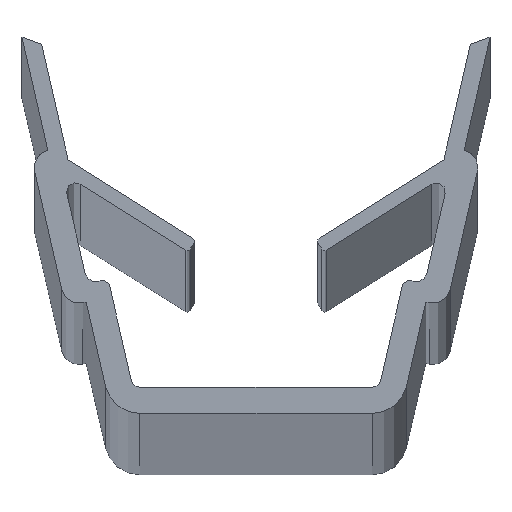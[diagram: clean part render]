
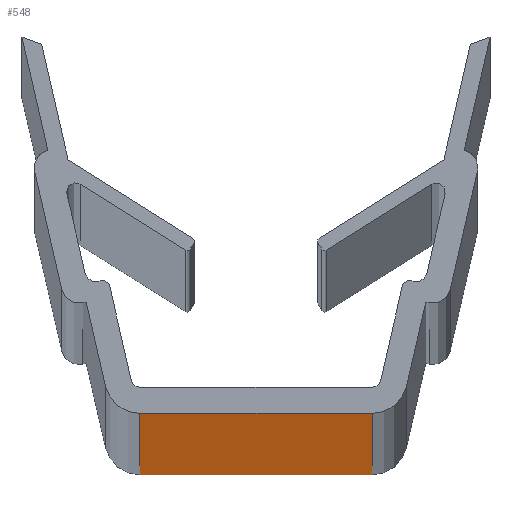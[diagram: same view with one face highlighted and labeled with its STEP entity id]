
A CAD part, top view. The second image highlights one B-rep face of the part: STEP entity #548.
In plain terms, the highlighted planar face has unit normal (0, -1, 0).
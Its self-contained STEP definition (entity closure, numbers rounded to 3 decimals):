
#8 = PLANE ( 'NONE',  #263 ) ;
#22 = EDGE_CURVE ( 'NONE', #421, #344, #502, .T. ) ;
#63 = LINE ( 'NONE', #1312, #1633 ) ;
#118 = ORIENTED_EDGE ( 'NONE', *, *, #1172, .F. ) ;
#263 = AXIS2_PLACEMENT_3D ( 'NONE', #1029, #266, #1310 ) ;
#264 = VECTOR ( 'NONE', #1652, 1000. ) ;
#266 = DIRECTION ( 'NONE',  ( 0., -1., 0. ) ) ;
#344 = VERTEX_POINT ( 'NONE', #349 ) ;
#349 = CARTESIAN_POINT ( 'NONE',  ( -3.303, 0., -1000. ) ) ;
#393 = ORIENTED_EDGE ( 'NONE', *, *, #891, .T. ) ;
#421 = VERTEX_POINT ( 'NONE', #1660 ) ;
#469 = LINE ( 'NONE', #865, #264 ) ;
#502 = LINE ( 'NONE', #1576, #729 ) ;
#548 = ADVANCED_FACE ( 'NONE', ( #999 ), #8, .T. ) ;
#551 = LINE ( 'NONE', #743, #1117 ) ;
#556 = DIRECTION ( 'NONE',  ( -1., 0., 0. ) ) ;
#729 = VECTOR ( 'NONE', #1447, 1000. ) ;
#743 = CARTESIAN_POINT ( 'NONE',  ( 1.85, 0., -1000. ) ) ;
#757 = DIRECTION ( 'NONE',  ( -1., 0., 0. ) ) ;
#784 = EDGE_LOOP ( 'NONE', ( #1070, #971, #118, #393 ) ) ;
#832 = VERTEX_POINT ( 'NONE', #1663 ) ;
#865 = CARTESIAN_POINT ( 'NONE',  ( 3.303, 0., -1000. ) ) ;
#891 = EDGE_CURVE ( 'NONE', #1580, #832, #469, .T. ) ;
#971 = ORIENTED_EDGE ( 'NONE', *, *, #22, .T. ) ;
#999 = FACE_OUTER_BOUND ( 'NONE', #784, .T. ) ;
#1029 = CARTESIAN_POINT ( 'NONE',  ( -4.1, 0., -1000. ) ) ;
#1070 = ORIENTED_EDGE ( 'NONE', *, *, #1497, .T. ) ;
#1092 = CARTESIAN_POINT ( 'NONE',  ( 3.303, 0., -1000. ) ) ;
#1117 = VECTOR ( 'NONE', #757, 1000. ) ;
#1172 = EDGE_CURVE ( 'NONE', #1580, #344, #551, .T. ) ;
#1310 = DIRECTION ( 'NONE',  ( 0., 0., -1. ) ) ;
#1312 = CARTESIAN_POINT ( 'NONE',  ( 1.85, 0., 0. ) ) ;
#1447 = DIRECTION ( 'NONE',  ( 0., 0., -1. ) ) ;
#1497 = EDGE_CURVE ( 'NONE', #832, #421, #63, .T. ) ;
#1576 = CARTESIAN_POINT ( 'NONE',  ( -3.303, 0., -1000. ) ) ;
#1580 = VERTEX_POINT ( 'NONE', #1092 ) ;
#1633 = VECTOR ( 'NONE', #556, 1000. ) ;
#1652 = DIRECTION ( 'NONE',  ( 0., 0., 1. ) ) ;
#1660 = CARTESIAN_POINT ( 'NONE',  ( -3.303, 0., 0. ) ) ;
#1663 = CARTESIAN_POINT ( 'NONE',  ( 3.303, 0., 0. ) ) ;
